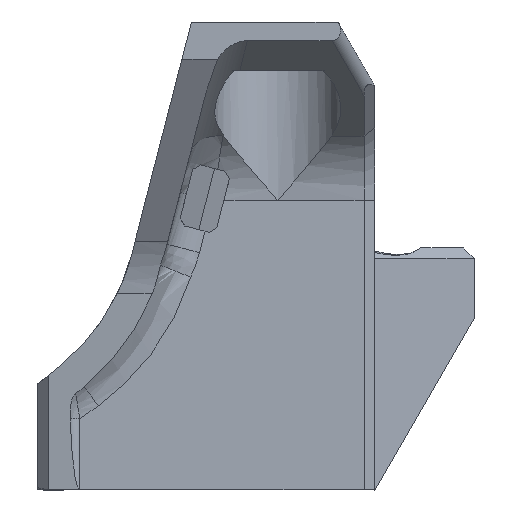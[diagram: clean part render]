
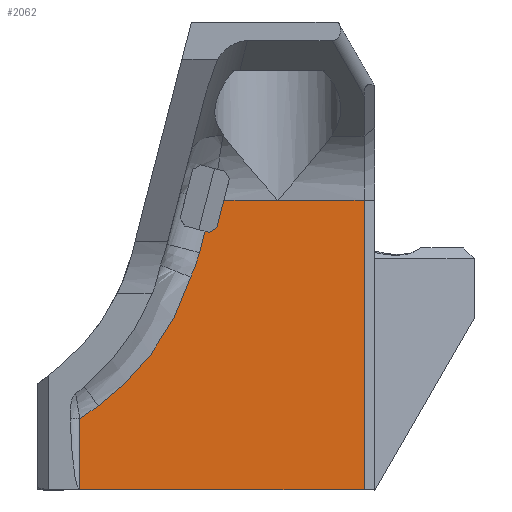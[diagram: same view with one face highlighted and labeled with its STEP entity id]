
A CAD part, left-side view. The second image highlights one B-rep face of the part: STEP entity #2062.
In plain terms, the highlighted planar face has unit normal (-1, 0, 0).
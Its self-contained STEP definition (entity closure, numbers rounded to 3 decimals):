
#30 = DIRECTION ( 'NONE',  ( 0., 0.861, -0.509 ) ) ;
#31 = VECTOR ( 'NONE', #30, 1000. ) ;
#105 = CARTESIAN_POINT ( 'NONE',  ( 260.592, 376.243, 21.231 ) ) ;
#118 = ORIENTED_EDGE ( 'NONE', *, *, #463, .T. ) ;
#159 = CARTESIAN_POINT ( 'NONE',  ( 260.592, 375.361, 23.363 ) ) ;
#190 = ORIENTED_EDGE ( 'NONE', *, *, #1798, .T. ) ;
#227 = VERTEX_POINT ( 'NONE', #751 ) ;
#233 = CARTESIAN_POINT ( 'NONE',  ( 260.592, 368., 24.875 ) ) ;
#235 = EDGE_CURVE ( 'NONE', #2883, #2880, #2698, .T. ) ;
#265 = CARTESIAN_POINT ( 'NONE',  ( 260.592, 374.996, 23.579 ) ) ;
#405 = CARTESIAN_POINT ( 'NONE',  ( 260.592, 378.74, 16.82 ) ) ;
#427 = CARTESIAN_POINT ( 'NONE',  ( 260.592, 383.5, 24.875 ) ) ;
#428 = VECTOR ( 'NONE', #1890, 1000. ) ;
#458 = CARTESIAN_POINT ( 'NONE',  ( 260.592, 383.5, 24.875 ) ) ;
#459 = CARTESIAN_POINT ( 'NONE',  ( 260.592, 383.5, 11.119 ) ) ;
#461 = VECTOR ( 'NONE', #1042, 1000. ) ;
#463 = EDGE_CURVE ( 'NONE', #227, #3461, #3839, .T. ) ;
#468 = CARTESIAN_POINT ( 'NONE',  ( 260.592, 372.1, 24.875 ) ) ;
#608 = LINE ( 'NONE', #2467, #2986 ) ;
#751 = CARTESIAN_POINT ( 'NONE',  ( 260.592, 381.5, 14.496 ) ) ;
#762 = CARTESIAN_POINT ( 'NONE',  ( 260.592, 377.239, 18.884 ) ) ;
#777 = CARTESIAN_POINT ( 'NONE',  ( 260.592, 375.361, 23.363 ) ) ;
#788 = LINE ( 'NONE', #427, #3701 ) ;
#844 = CARTESIAN_POINT ( 'NONE',  ( 260.592, 376.06, 21.604 ) ) ;
#865 = CARTESIAN_POINT ( 'NONE',  ( 260.592, 376.243, 21.231 ) ) ;
#977 = CARTESIAN_POINT ( 'NONE',  ( 260.592, 381.5, 11.119 ) ) ;
#1042 = DIRECTION ( 'NONE',  ( 0., 0., -1. ) ) ;
#1058 = ORIENTED_EDGE ( 'NONE', *, *, #2408, .T. ) ;
#1111 = CARTESIAN_POINT ( 'NONE',  ( 260.592, 376.673, 20.021 ) ) ;
#1199 = CARTESIAN_POINT ( 'NONE',  ( 260.592, 380.639, 15.115 ) ) ;
#1267 = EDGE_CURVE ( 'NONE', #4487, #1857, #2956, .T. ) ;
#1475 = B_SPLINE_CURVE_WITH_KNOTS ( 'NONE', 3,
 ( #2631, #1570, #844, #865 ),
 .UNSPECIFIED., .F., .F.,
 ( 4, 4 ),
 ( 0., 0.001 ),
 .UNSPECIFIED. ) ;
#1492 = CARTESIAN_POINT ( 'NONE',  ( 260.592, 378.126, 17.563 ) ) ;
#1517 = EDGE_LOOP ( 'NONE', ( #2036, #4092, #190, #3770, #3243, #1058, #3566, #118, #3981, #2222, #2477, #4316 ) ) ;
#1556 = CARTESIAN_POINT ( 'NONE',  ( 260.592, 379.632, 15.908 ) ) ;
#1567 = PLANE ( 'NONE',  #1965 ) ;
#1570 = CARTESIAN_POINT ( 'NONE',  ( 260.592, 375.919, 21.994 ) ) ;
#1623 = VECTOR ( 'NONE', #2992, 1000. ) ;
#1645 = DIRECTION ( 'NONE',  ( -1., 0., 0. ) ) ;
#1670 = CARTESIAN_POINT ( 'NONE',  ( 260.592, 374.663, 24.875 ) ) ;
#1714 = VERTEX_POINT ( 'NONE', #4440 ) ;
#1737 = CARTESIAN_POINT ( 'NONE',  ( 260.592, 376.075, 21.389 ) ) ;
#1764 = LINE ( 'NONE', #1737, #3906 ) ;
#1798 = EDGE_CURVE ( 'NONE', #3284, #3999, #608, .T. ) ;
#1857 = VERTEX_POINT ( 'NONE', #4190 ) ;
#1866 = DIRECTION ( 'NONE',  ( 0., -1., 0. ) ) ;
#1867 = LINE ( 'NONE', #459, #428 ) ;
#1881 = CARTESIAN_POINT ( 'NONE',  ( 260.592, 377.567, 18.341 ) ) ;
#1890 = DIRECTION ( 'NONE',  ( 0., -1., 0. ) ) ;
#1911 = EDGE_CURVE ( 'NONE', #2880, #3284, #3925, .T. ) ;
#1965 = AXIS2_PLACEMENT_3D ( 'NONE', #3332, #1645, #4474 ) ;
#2036 = ORIENTED_EDGE ( 'NONE', *, *, #235, .T. ) ;
#2062 = ADVANCED_FACE ( 'NONE', ( #3416 ), #1567, .T. ) ;
#2135 = VECTOR ( 'NONE', #1866, 1000. ) ;
#2178 = CARTESIAN_POINT ( 'NONE',  ( 260.592, 378.325, 17.308 ) ) ;
#2204 = CARTESIAN_POINT ( 'NONE',  ( 260.592, 376.433, 20.617 ) ) ;
#2222 = ORIENTED_EDGE ( 'NONE', *, *, #2549, .T. ) ;
#2347 = CARTESIAN_POINT ( 'NONE',  ( 260.592, 380.639, 15.115 ) ) ;
#2349 = B_SPLINE_CURVE_WITH_KNOTS ( 'NONE', 3,
 ( #1199, #3428, #4464, #4399 ),
 .UNSPECIFIED., .F., .F.,
 ( 4, 4 ),
 ( 0., 0.001 ),
 .UNSPECIFIED. ) ;
#2408 = EDGE_CURVE ( 'NONE', #2731, #3472, #3537, .T. ) ;
#2432 = EDGE_CURVE ( 'NONE', #2883, #4487, #788, .T. ) ;
#2467 = CARTESIAN_POINT ( 'NONE',  ( 260.592, 377.364, 23.877 ) ) ;
#2477 = ORIENTED_EDGE ( 'NONE', *, *, #1267, .F. ) ;
#2547 = CARTESIAN_POINT ( 'NONE',  ( 260.592, 380.639, 15.115 ) ) ;
#2549 = EDGE_CURVE ( 'NONE', #4413, #1857, #3432, .T. ) ;
#2597 = EDGE_CURVE ( 'NONE', #3461, #4413, #1867, .T. ) ;
#2631 = CARTESIAN_POINT ( 'NONE',  ( 260.592, 375.816, 22.397 ) ) ;
#2696 = VECTOR ( 'NONE', #4112, 1000. ) ;
#2698 = LINE ( 'NONE', #4026, #2696 ) ;
#2730 = DIRECTION ( 'NONE',  ( 0., 0.249, -0.969 ) ) ;
#2731 = VERTEX_POINT ( 'NONE', #2977 ) ;
#2880 = VERTEX_POINT ( 'NONE', #265 ) ;
#2883 = VERTEX_POINT ( 'NONE', #1670 ) ;
#2956 = LINE ( 'NONE', #458, #2135 ) ;
#2977 = CARTESIAN_POINT ( 'NONE',  ( 260.592, 376.243, 21.231 ) ) ;
#2986 = VECTOR ( 'NONE', #4144, 1000. ) ;
#2992 = DIRECTION ( 'NONE',  ( 0., 0., 1. ) ) ;
#3243 = ORIENTED_EDGE ( 'NONE', *, *, #4360, .T. ) ;
#3284 = VERTEX_POINT ( 'NONE', #159 ) ;
#3332 = CARTESIAN_POINT ( 'NONE',  ( 260.592, 383.5, 0. ) ) ;
#3416 = FACE_OUTER_BOUND ( 'NONE', #1517, .T. ) ;
#3428 = CARTESIAN_POINT ( 'NONE',  ( 260.592, 380.925, 14.908 ) ) ;
#3432 = LINE ( 'NONE', #233, #1623 ) ;
#3461 = VERTEX_POINT ( 'NONE', #977 ) ;
#3472 = VERTEX_POINT ( 'NONE', #2347 ) ;
#3537 = B_SPLINE_CURVE_WITH_KNOTS ( 'NONE', 3,
 ( #105, #2204, #1111, #762, #1881, #1492, #2178, #405, #4318, #1556, #4339, #2547 ),
 .UNSPECIFIED., .F., .F.,
 ( 4, 2, 2, 2, 2, 4 ),
 ( 0., 0.002, 0.004, 0.005, 0.006, 0.008 ),
 .UNSPECIFIED. ) ;
#3566 = ORIENTED_EDGE ( 'NONE', *, *, #3947, .T. ) ;
#3643 = DIRECTION ( 'NONE',  ( 0., -1., 0. ) ) ;
#3701 = VECTOR ( 'NONE', #3643, 1000. ) ;
#3707 = CARTESIAN_POINT ( 'NONE',  ( 260.592, 375.555, 23.412 ) ) ;
#3725 = CARTESIAN_POINT ( 'NONE',  ( 260.592, 368., 11.119 ) ) ;
#3770 = ORIENTED_EDGE ( 'NONE', *, *, #4082, .T. ) ;
#3839 = LINE ( 'NONE', #4526, #461 ) ;
#3906 = VECTOR ( 'NONE', #2730, 1000. ) ;
#3925 = LINE ( 'NONE', #777, #31 ) ;
#3947 = EDGE_CURVE ( 'NONE', #3472, #227, #2349, .T. ) ;
#3981 = ORIENTED_EDGE ( 'NONE', *, *, #2597, .T. ) ;
#3999 = VERTEX_POINT ( 'NONE', #3707 ) ;
#4026 = CARTESIAN_POINT ( 'NONE',  ( 260.592, 381.207, -0.589 ) ) ;
#4082 = EDGE_CURVE ( 'NONE', #3999, #1714, #1764, .T. ) ;
#4092 = ORIENTED_EDGE ( 'NONE', *, *, #1911, .T. ) ;
#4112 = DIRECTION ( 'NONE',  ( 0., 0.249, -0.969 ) ) ;
#4144 = DIRECTION ( 'NONE',  ( 0., 0.969, 0.249 ) ) ;
#4190 = CARTESIAN_POINT ( 'NONE',  ( 260.592, 368., 24.875 ) ) ;
#4316 = ORIENTED_EDGE ( 'NONE', *, *, #2432, .F. ) ;
#4318 = CARTESIAN_POINT ( 'NONE',  ( 260.592, 378.956, 16.585 ) ) ;
#4339 = CARTESIAN_POINT ( 'NONE',  ( 260.592, 380.118, 15.493 ) ) ;
#4360 = EDGE_CURVE ( 'NONE', #1714, #2731, #1475, .T. ) ;
#4399 = CARTESIAN_POINT ( 'NONE',  ( 260.592, 381.5, 14.496 ) ) ;
#4413 = VERTEX_POINT ( 'NONE', #3725 ) ;
#4440 = CARTESIAN_POINT ( 'NONE',  ( 260.592, 375.816, 22.397 ) ) ;
#4464 = CARTESIAN_POINT ( 'NONE',  ( 260.592, 381.212, 14.701 ) ) ;
#4474 = DIRECTION ( 'NONE',  ( 0., 0., 1. ) ) ;
#4487 = VERTEX_POINT ( 'NONE', #468 ) ;
#4526 = CARTESIAN_POINT ( 'NONE',  ( 260.592, 381.5, 0. ) ) ;
